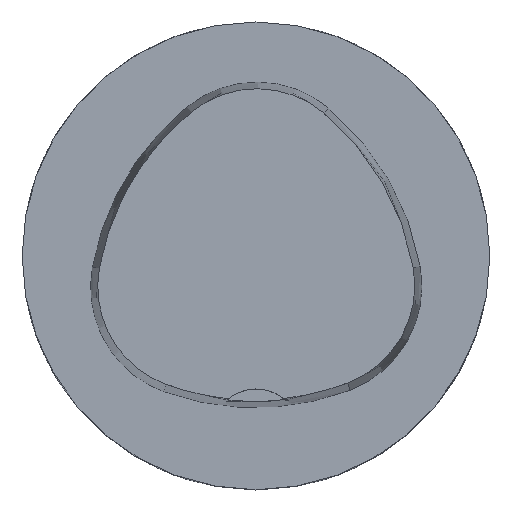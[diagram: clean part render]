
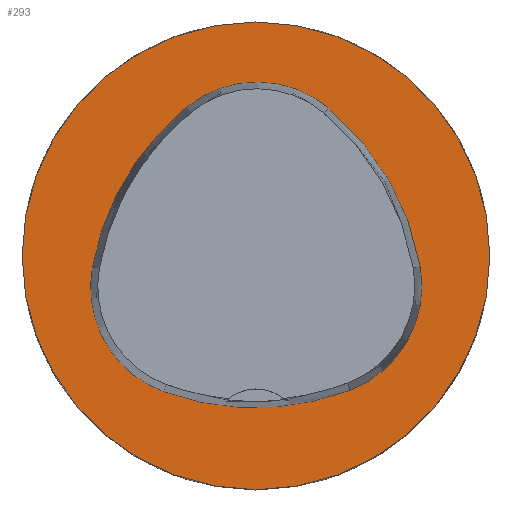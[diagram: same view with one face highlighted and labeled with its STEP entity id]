
A CAD part, top view. The second image highlights one B-rep face of the part: STEP entity #293.
In plain terms, the highlighted planar face has unit normal (0, 0, 1).
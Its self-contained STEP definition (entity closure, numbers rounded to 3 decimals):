
#222=PLANE('',#1267);
#293=ADVANCED_FACE('',(#426,#427),#222,.T.);
#426=FACE_BOUND('',#499,.T.);
#427=FACE_BOUND('',#500,.T.);
#499=EDGE_LOOP('',(#620,#621,#622,#623,#624,#625));
#500=EDGE_LOOP('',(#626));
#620=ORIENTED_EDGE('',*,*,#796,.T.);
#621=ORIENTED_EDGE('',*,*,#776,.T.);
#622=ORIENTED_EDGE('',*,*,#780,.T.);
#623=ORIENTED_EDGE('',*,*,#783,.T.);
#624=ORIENTED_EDGE('',*,*,#786,.T.);
#625=ORIENTED_EDGE('',*,*,#794,.T.);
#626=ORIENTED_EDGE('',*,*,#743,.F.);
#676=VERTEX_POINT('',#1691);
#709=VERTEX_POINT('',#1783);
#710=VERTEX_POINT('',#1784);
#713=VERTEX_POINT('',#1792);
#715=VERTEX_POINT('',#1798);
#717=VERTEX_POINT('',#1804);
#724=VERTEX_POINT('',#1825);
#743=EDGE_CURVE('',#676,#676,#810,.T.);
#776=EDGE_CURVE('',#709,#710,#835,.T.);
#780=EDGE_CURVE('',#710,#713,#837,.T.);
#783=EDGE_CURVE('',#713,#715,#839,.T.);
#786=EDGE_CURVE('',#715,#717,#841,.T.);
#794=EDGE_CURVE('',#717,#724,#845,.T.);
#796=EDGE_CURVE('',#724,#709,#847,.T.);
#810=CIRCLE('',#1190,31.5);
#835=CIRCLE('',#1245,36.);
#837=CIRCLE('',#1248,15.);
#839=CIRCLE('',#1251,36.);
#841=CIRCLE('',#1254,15.);
#845=CIRCLE('',#1259,36.);
#847=CIRCLE('',#1262,15.);
#1190=AXIS2_PLACEMENT_3D('',#1690,#1375,#1376);
#1245=AXIS2_PLACEMENT_3D('',#1782,#1489,#1490);
#1248=AXIS2_PLACEMENT_3D('',#1791,#1497,#1498);
#1251=AXIS2_PLACEMENT_3D('',#1797,#1504,#1505);
#1254=AXIS2_PLACEMENT_3D('',#1803,#1511,#1512);
#1259=AXIS2_PLACEMENT_3D('',#1826,#1523,#1524);
#1262=AXIS2_PLACEMENT_3D('',#1829,#1529,#1530);
#1267=AXIS2_PLACEMENT_3D('',#1834,#1539,#1540);
#1375=DIRECTION('',(0.,0.,-1.));
#1376=DIRECTION('',(-1.,0.,0.));
#1489=DIRECTION('',(0.,0.,-1.));
#1490=DIRECTION('',(-1.,0.,0.));
#1497=DIRECTION('',(0.,0.,-1.));
#1498=DIRECTION('',(-1.,0.,0.));
#1504=DIRECTION('',(0.,0.,-1.));
#1505=DIRECTION('',(-1.,0.,0.));
#1511=DIRECTION('',(0.,0.,-1.));
#1512=DIRECTION('',(-1.,0.,0.));
#1523=DIRECTION('',(0.,0.,-1.));
#1524=DIRECTION('',(-1.,0.,0.));
#1529=DIRECTION('',(0.,0.,-1.));
#1530=DIRECTION('',(-1.,0.,0.));
#1539=DIRECTION('',(0.,0.,1.));
#1540=DIRECTION('',(1.,0.,0.));
#1690=CARTESIAN_POINT('',(0.,0.,0.));
#1691=CARTESIAN_POINT('',(-31.5,0.,0.));
#1782=CARTESIAN_POINT('',(13.398,-7.893,0.));
#1783=CARTESIAN_POINT('',(-22.041,-1.562,0.));
#1784=CARTESIAN_POINT('',(-9.317,20.036,0.));
#1791=CARTESIAN_POINT('',(0.148,8.399,0.));
#1792=CARTESIAN_POINT('',(9.779,19.898,0.));
#1797=CARTESIAN_POINT('',(-13.337,-7.7,0.));
#1798=CARTESIAN_POINT('',(22.122,-1.48,0.));
#1803=CARTESIAN_POINT('',(7.347,-4.071,0.));
#1804=CARTESIAN_POINT('',(12.693,-18.087,0.));
#1825=CARTESIAN_POINT('',(-12.373,-18.307,0.));
#1826=CARTESIAN_POINT('',(-0.137,15.55,0.));
#1829=CARTESIAN_POINT('',(-7.275,-4.2,0.));
#1834=CARTESIAN_POINT('',(0.,0.,0.));
